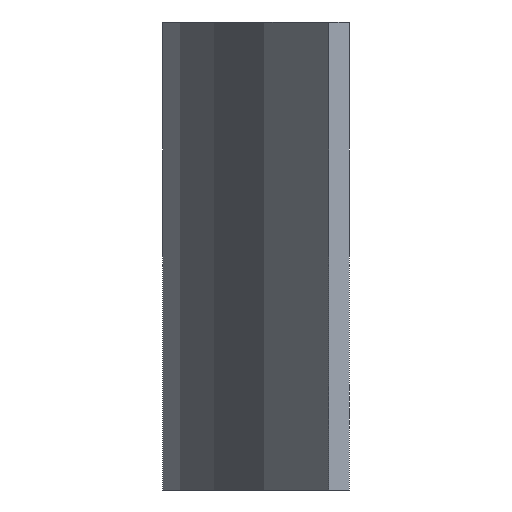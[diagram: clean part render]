
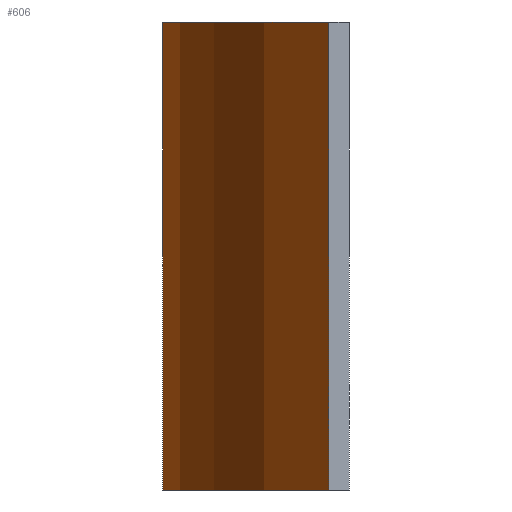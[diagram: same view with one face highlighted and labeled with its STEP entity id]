
A CAD part, left-side view. The second image highlights one B-rep face of the part: STEP entity #606.
In plain terms, the highlighted cylindrical face has radius 65.925 mm (diameter 131.851 mm), a partial arc.
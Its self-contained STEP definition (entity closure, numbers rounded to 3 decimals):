
#31 = VECTOR ( 'NONE', #450, 1000. ) ;
#35 = DIRECTION ( 'NONE',  ( 0., 0., 1. ) ) ;
#52 = VERTEX_POINT ( 'NONE', #594 ) ;
#72 = VECTOR ( 'NONE', #329, 1000. ) ;
#82 = ORIENTED_EDGE ( 'NONE', *, *, #657, .F. ) ;
#90 = VERTEX_POINT ( 'NONE', #385 ) ;
#101 = CIRCLE ( 'NONE', #163, 65.925 ) ;
#119 = CARTESIAN_POINT ( 'NONE',  ( 23.866, 35.759, 45. ) ) ;
#123 = DIRECTION ( 'NONE',  ( -1., 0., 0. ) ) ;
#163 = AXIS2_PLACEMENT_3D ( 'NONE', #425, #659, #609 ) ;
#174 = VERTEX_POINT ( 'NONE', #402 ) ;
#189 = CARTESIAN_POINT ( 'NONE',  ( -62.643, 35.759, 0. ) ) ;
#197 = AXIS2_PLACEMENT_3D ( 'NONE', #433, #486, #123 ) ;
#204 = EDGE_CURVE ( 'NONE', #90, #219, #407, .T. ) ;
#219 = VERTEX_POINT ( 'NONE', #189 ) ;
#221 = FACE_OUTER_BOUND ( 'NONE', #472, .T. ) ;
#222 = EDGE_CURVE ( 'NONE', #174, #219, #496, .T. ) ;
#225 = CYLINDRICAL_SURFACE ( 'NONE', #197, 65.925 ) ;
#248 = CARTESIAN_POINT ( 'NONE',  ( -19.388, -13.993, 0. ) ) ;
#268 = ORIENTED_EDGE ( 'NONE', *, *, #222, .F. ) ;
#300 = CARTESIAN_POINT ( 'NONE',  ( -62.643, 35.759, 45. ) ) ;
#329 = DIRECTION ( 'NONE',  ( 0., 0., -1. ) ) ;
#385 = CARTESIAN_POINT ( 'NONE',  ( 23.866, 35.759, 0. ) ) ;
#402 = CARTESIAN_POINT ( 'NONE',  ( -62.643, 35.759, 45. ) ) ;
#407 = CIRCLE ( 'NONE', #578, 65.925 ) ;
#425 = CARTESIAN_POINT ( 'NONE',  ( -19.388, -13.993, 45. ) ) ;
#433 = CARTESIAN_POINT ( 'NONE',  ( -19.388, -13.993, 45. ) ) ;
#450 = DIRECTION ( 'NONE',  ( 0., 0., -1. ) ) ;
#468 = ORIENTED_EDGE ( 'NONE', *, *, #512, .T. ) ;
#472 = EDGE_LOOP ( 'NONE', ( #626, #268, #82, #468 ) ) ;
#486 = DIRECTION ( 'NONE',  ( 0., 0., -1. ) ) ;
#496 = LINE ( 'NONE', #300, #31 ) ;
#499 = DIRECTION ( 'NONE',  ( -1., 0., 0. ) ) ;
#512 = EDGE_CURVE ( 'NONE', #52, #90, #586, .T. ) ;
#578 = AXIS2_PLACEMENT_3D ( 'NONE', #248, #35, #499 ) ;
#586 = LINE ( 'NONE', #119, #72 ) ;
#594 = CARTESIAN_POINT ( 'NONE',  ( 23.866, 35.759, 45. ) ) ;
#606 = ADVANCED_FACE ( 'NONE', ( #221 ), #225, .T. ) ;
#609 = DIRECTION ( 'NONE',  ( -1., 0., 0. ) ) ;
#626 = ORIENTED_EDGE ( 'NONE', *, *, #204, .T. ) ;
#657 = EDGE_CURVE ( 'NONE', #52, #174, #101, .T. ) ;
#659 = DIRECTION ( 'NONE',  ( 0., 0., 1. ) ) ;
